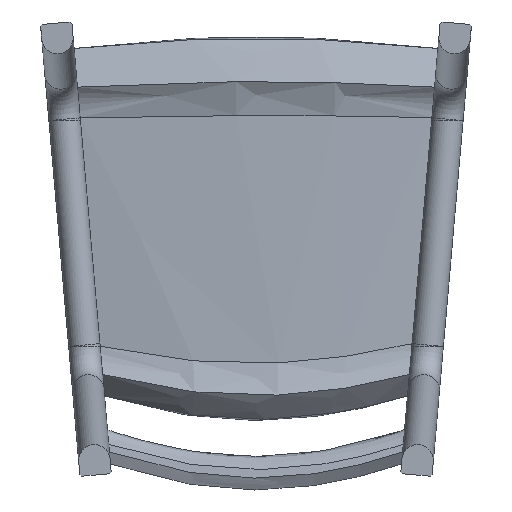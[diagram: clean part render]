
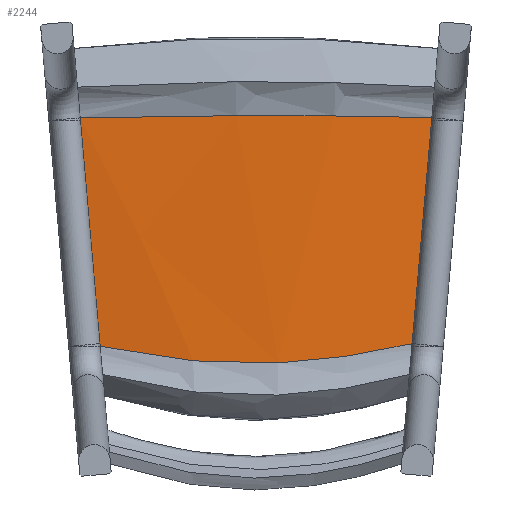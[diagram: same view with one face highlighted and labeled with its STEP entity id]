
A CAD part, front view. The second image highlights one B-rep face of the part: STEP entity #2244.
In plain terms, the highlighted free-form (B-spline) face has degree [3, 3] with [6, 9] control points.
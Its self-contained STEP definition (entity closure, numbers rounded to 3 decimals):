
#381=LINE('',#4754,#558);
#558=VECTOR('',#3128,10.);
#755=FACE_OUTER_BOUND('',#893,.T.);
#893=EDGE_LOOP('',(#2074,#2075,#2076,#2077));
#933=B_SPLINE_CURVE_WITH_KNOTS('',3,(#4732,#4733,#4734,#4735,#4736,#4737),
 .UNSPECIFIED.,.F.,.F.,(4,2,4),(0.,0.998,1.),.UNSPECIFIED.);
#936=B_SPLINE_CURVE_WITH_KNOTS('',3,(#4957,#4958,#4959,#4960,#4961,#4962,
#4963),.UNSPECIFIED.,.F.,.F.,(4,1,1,1,4),(0.,9.104,18.066,
27.028,36.132),.UNSPECIFIED.);
#937=B_SPLINE_CURVE_WITH_KNOTS('',3,(#5018,#5019,#5020,#5021,#5022,#5023,
#5024),.UNSPECIFIED.,.F.,.F.,(4,1,1,1,4),(0.,10.099,20.183,
30.266,40.366),.UNSPECIFIED.);
#1124=VERTEX_POINT('',#4729);
#1125=VERTEX_POINT('',#4731);
#1132=VERTEX_POINT('',#4751);
#1133=VERTEX_POINT('',#4753);
#1434=EDGE_CURVE('',#1125,#1124,#933,.T.);
#1442=EDGE_CURVE('',#1132,#1133,#381,.T.);
#1450=EDGE_CURVE('',#1132,#1125,#936,.T.);
#1451=EDGE_CURVE('',#1133,#1124,#937,.T.);
#2074=ORIENTED_EDGE('',*,*,#1442,.F.);
#2075=ORIENTED_EDGE('',*,*,#1450,.T.);
#2076=ORIENTED_EDGE('',*,*,#1434,.T.);
#2077=ORIENTED_EDGE('',*,*,#1451,.F.);
#2106=B_SPLINE_SURFACE_WITH_KNOTS('',3,3,((#4964,#4965,#4966,#4967,#4968,
#4969,#4970,#4971,#4972),(#4973,#4974,#4975,#4976,#4977,#4978,#4979,#4980,
#4981),(#4982,#4983,#4984,#4985,#4986,#4987,#4988,#4989,#4990),(#4991,#4992,
#4993,#4994,#4995,#4996,#4997,#4998,#4999),(#5000,#5001,#5002,#5003,#5004,
#5005,#5006,#5007,#5008),(#5009,#5010,#5011,#5012,#5013,#5014,#5015,#5016,
#5017)),.UNSPECIFIED.,.F.,.F.,.F.,(4,2,4),(4,1,1,1,1,1,4),(0.,0.998,
1.),(0.,0.25,0.252,0.5,0.748,
0.75,1.),.UNSPECIFIED.);
#2244=ADVANCED_FACE('',(#755),#2106,.F.);
#3128=DIRECTION('',(-0.087,0.,0.996));
#4729=CARTESIAN_POINT('',(201.641,-36.002,117.466));
#4731=CARTESIAN_POINT('',(178.955,-36.,-141.796));
#4732=CARTESIAN_POINT('Ctrl Pts',(178.955,-36.,-141.796));
#4733=CARTESIAN_POINT('Ctrl Pts',(186.505,-36.,-55.51));
#4734=CARTESIAN_POINT('Ctrl Pts',(194.055,-36.,30.777));
#4735=CARTESIAN_POINT('Ctrl Pts',(201.617,-36.,117.198));
#4736=CARTESIAN_POINT('Ctrl Pts',(201.629,-36.001,117.332));
#4737=CARTESIAN_POINT('Ctrl Pts',(201.641,-36.002,117.466));
#4751=CARTESIAN_POINT('',(-178.681,-36.094,-144.934));
#4753=CARTESIAN_POINT('',(-201.605,-36.,117.063));
#4754=CARTESIAN_POINT('',(-178.681,-36.094,-144.934));
#4957=CARTESIAN_POINT('Ctrl Pts',(-178.681,-36.094,-144.934));
#4958=CARTESIAN_POINT('Ctrl Pts',(-149.16,-39.044,-151.313));
#4959=CARTESIAN_POINT('Ctrl Pts',(-89.841,-43.745,-161.379));
#4960=CARTESIAN_POINT('Ctrl Pts',(0.344,-46.404,-166.609));
#4961=CARTESIAN_POINT('Ctrl Pts',(90.422,-43.698,-159.797));
#4962=CARTESIAN_POINT('Ctrl Pts',(149.553,-38.966,-148.692));
#4963=CARTESIAN_POINT('Ctrl Pts',(178.955,-36.,-141.796));
#4964=CARTESIAN_POINT('Ctrl Pts',(-178.681,-36.094,-144.934));
#4965=CARTESIAN_POINT('Ctrl Pts',(-149.366,-39.023,-151.269));
#4966=CARTESIAN_POINT('Ctrl Pts',(-119.477,-41.396,-156.35));
#4967=CARTESIAN_POINT('Ctrl Pts',(-59.677,-44.635,-163.128));
#4968=CARTESIAN_POINT('Ctrl Pts',(0.344,-46.404,-166.609));
#4969=CARTESIAN_POINT('Ctrl Pts',(60.294,-44.603,-162.075));
#4970=CARTESIAN_POINT('Ctrl Pts',(119.964,-41.334,-154.249));
#4971=CARTESIAN_POINT('Ctrl Pts',(149.758,-38.945,-148.644));
#4972=CARTESIAN_POINT('Ctrl Pts',(178.955,-36.,-141.796));
#4973=CARTESIAN_POINT('Ctrl Pts',(-186.31,-36.063,-57.737));
#4974=CARTESIAN_POINT('Ctrl Pts',(-155.582,-38.845,-61.704));
#4975=CARTESIAN_POINT('Ctrl Pts',(-124.372,-41.186,-65.166));
#4976=CARTESIAN_POINT('Ctrl Pts',(-62.057,-44.476,-70.034));
#4977=CARTESIAN_POINT('Ctrl Pts',(0.362,-46.409,-72.9));
#4978=CARTESIAN_POINT('Ctrl Pts',(62.692,-44.765,-69.873));
#4979=CARTESIAN_POINT('Ctrl Pts',(124.842,-41.534,-64.411));
#4980=CARTESIAN_POINT('Ctrl Pts',(155.93,-39.104,-60.43));
#4981=CARTESIAN_POINT('Ctrl Pts',(186.505,-36.,-55.51));
#4982=CARTESIAN_POINT('Ctrl Pts',(-193.94,-36.031,29.459));
#4983=CARTESIAN_POINT('Ctrl Pts',(-161.798,-38.612,27.861));
#4984=CARTESIAN_POINT('Ctrl Pts',(-129.292,-40.696,26.662));
#4985=CARTESIAN_POINT('Ctrl Pts',(-64.627,-43.563,25.123));
#4986=CARTESIAN_POINT('Ctrl Pts',(-0.084,-45.162,
24.419));
#4987=CARTESIAN_POINT('Ctrl Pts',(64.502,-43.695,25.368));
#4988=CARTESIAN_POINT('Ctrl Pts',(129.254,-40.854,27.297));
#4989=CARTESIAN_POINT('Ctrl Pts',(161.825,-38.729,28.766));
#4990=CARTESIAN_POINT('Ctrl Pts',(194.055,-36.,30.777));
#4991=CARTESIAN_POINT('Ctrl Pts',(-201.582,-36.,116.792));
#4992=CARTESIAN_POINT('Ctrl Pts',(-168.023,-38.488,117.565));
#4993=CARTESIAN_POINT('Ctrl Pts',(-134.181,-40.467,118.188));
#4994=CARTESIAN_POINT('Ctrl Pts',(-66.967,-43.155,119.054));
#4995=CARTESIAN_POINT('Ctrl Pts',(0.015,-44.606,
119.553));
#4996=CARTESIAN_POINT('Ctrl Pts',(66.997,-43.155,119.189));
#4997=CARTESIAN_POINT('Ctrl Pts',(134.214,-40.467,118.457));
#4998=CARTESIAN_POINT('Ctrl Pts',(168.057,-38.489,117.903));
#4999=CARTESIAN_POINT('Ctrl Pts',(201.617,-36.,117.198));
#5000=CARTESIAN_POINT('Ctrl Pts',(-201.594,-36.,116.928));
#5001=CARTESIAN_POINT('Ctrl Pts',(-168.032,-38.488,117.705));
#5002=CARTESIAN_POINT('Ctrl Pts',(-134.189,-40.467,118.33));
#5003=CARTESIAN_POINT('Ctrl Pts',(-66.97,-43.155,119.2));
#5004=CARTESIAN_POINT('Ctrl Pts',(0.015,-44.606,
119.701));
#5005=CARTESIAN_POINT('Ctrl Pts',(67.001,-43.155,119.335));
#5006=CARTESIAN_POINT('Ctrl Pts',(134.221,-40.467,118.599));
#5007=CARTESIAN_POINT('Ctrl Pts',(168.066,-38.489,118.042));
#5008=CARTESIAN_POINT('Ctrl Pts',(201.629,-36.001,117.332));
#5009=CARTESIAN_POINT('Ctrl Pts',(-201.605,-36.,117.063));
#5010=CARTESIAN_POINT('Ctrl Pts',(-168.042,-38.488,117.844));
#5011=CARTESIAN_POINT('Ctrl Pts',(-134.197,-40.467,118.472));
#5012=CARTESIAN_POINT('Ctrl Pts',(-66.974,-43.154,119.347));
#5013=CARTESIAN_POINT('Ctrl Pts',(0.015,-44.605,119.849));
#5014=CARTESIAN_POINT('Ctrl Pts',(67.005,-43.155,119.48));
#5015=CARTESIAN_POINT('Ctrl Pts',(134.229,-40.468,118.741));
#5016=CARTESIAN_POINT('Ctrl Pts',(168.076,-38.489,118.18));
#5017=CARTESIAN_POINT('Ctrl Pts',(201.641,-36.002,117.466));
#5018=CARTESIAN_POINT('Ctrl Pts',(-201.605,-36.,117.063));
#5019=CARTESIAN_POINT('Ctrl Pts',(-168.042,-38.488,117.844));
#5020=CARTESIAN_POINT('Ctrl Pts',(-100.877,-42.415,119.091));
#5021=CARTESIAN_POINT('Ctrl Pts',(0.015,-44.615,119.852));
#5022=CARTESIAN_POINT('Ctrl Pts',(100.908,-42.415,119.292));
#5023=CARTESIAN_POINT('Ctrl Pts',(168.076,-38.489,118.18));
#5024=CARTESIAN_POINT('Ctrl Pts',(201.641,-36.002,117.466));
